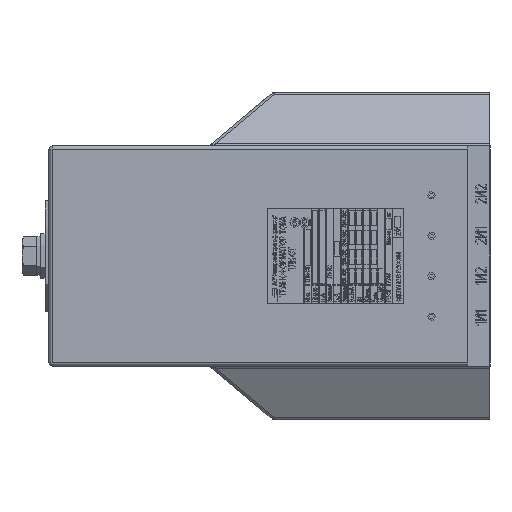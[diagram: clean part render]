
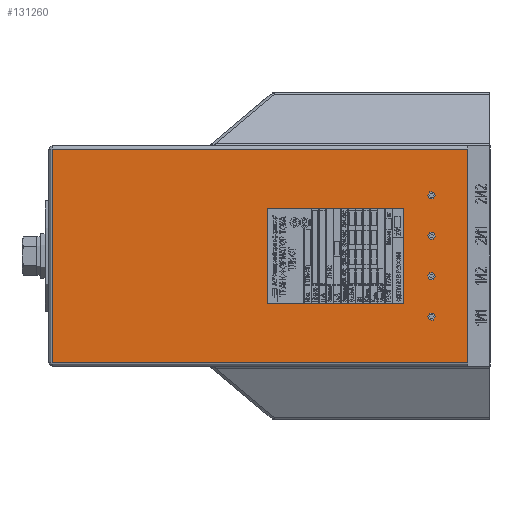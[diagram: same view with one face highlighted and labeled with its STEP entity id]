
A CAD part, left-side view. The second image highlights one B-rep face of the part: STEP entity #131260.
In plain terms, the highlighted planar face has unit normal (-1, 0, 0).
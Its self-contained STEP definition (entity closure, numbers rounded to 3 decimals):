
#2323 = VECTOR ( 'NONE', #57980, 1000. ) ;
#16972 = VERTEX_POINT ( 'NONE', #131820 ) ;
#18100 = ORIENTED_EDGE ( 'NONE', *, *, #186232, .T. ) ;
#20369 = CARTESIAN_POINT ( 'NONE',  ( -135., 238., -58. ) ) ;
#22015 = VECTOR ( 'NONE', #94725, 1000. ) ;
#22043 = CARTESIAN_POINT ( 'NONE',  ( -135., 240., 58. ) ) ;
#30320 = EDGE_CURVE ( 'NONE', #79839, #132868, #78512, .T. ) ;
#34004 = CARTESIAN_POINT ( 'NONE',  ( -135., 12., 58. ) ) ;
#37270 = CARTESIAN_POINT ( 'NONE',  ( -135., 240., -60. ) ) ;
#39777 = DIRECTION ( 'NONE',  ( 0., 0., -1. ) ) ;
#45545 = LINE ( 'NONE', #101913, #2323 ) ;
#55678 = AXIS2_PLACEMENT_3D ( 'NONE', #37270, #126898, #39777 ) ;
#57980 = DIRECTION ( 'NONE',  ( 0., -1., 0. ) ) ;
#65707 = CARTESIAN_POINT ( 'NONE',  ( -135., 12., -58. ) ) ;
#78512 = LINE ( 'NONE', #34004, #155828 ) ;
#79839 = VERTEX_POINT ( 'NONE', #142965 ) ;
#84376 = EDGE_CURVE ( 'NONE', #173061, #132868, #45545, .T. ) ;
#91514 = EDGE_CURVE ( 'NONE', #16972, #173061, #176726, .T. ) ;
#94725 = DIRECTION ( 'NONE',  ( 0., 0., -1. ) ) ;
#99267 = VECTOR ( 'NONE', #182888, 1000. ) ;
#101913 = CARTESIAN_POINT ( 'NONE',  ( -135., 240., -58. ) ) ;
#111122 = ORIENTED_EDGE ( 'NONE', *, *, #91514, .T. ) ;
#112313 = PLANE ( 'NONE',  #55678 ) ;
#123421 = CARTESIAN_POINT ( 'NONE',  ( -135., 238., -60. ) ) ;
#126898 = DIRECTION ( 'NONE',  ( 1., 0., 0. ) ) ;
#131260 = ADVANCED_FACE ( 'NONE', ( #187144 ), #112313, .F. ) ;
#131820 = CARTESIAN_POINT ( 'NONE',  ( -135., 238., 58. ) ) ;
#132868 = VERTEX_POINT ( 'NONE', #65707 ) ;
#135827 = DIRECTION ( 'NONE',  ( 0., 0., -1. ) ) ;
#142965 = CARTESIAN_POINT ( 'NONE',  ( -135., 12., 58. ) ) ;
#144533 = ORIENTED_EDGE ( 'NONE', *, *, #84376, .T. ) ;
#155828 = VECTOR ( 'NONE', #135827, 1000. ) ;
#165884 = ORIENTED_EDGE ( 'NONE', *, *, #30320, .F. ) ;
#171948 = LINE ( 'NONE', #22043, #99267 ) ;
#173061 = VERTEX_POINT ( 'NONE', #20369 ) ;
#176726 = LINE ( 'NONE', #123421, #22015 ) ;
#182888 = DIRECTION ( 'NONE',  ( 0., 1., 0. ) ) ;
#186232 = EDGE_CURVE ( 'NONE', #79839, #16972, #171948, .T. ) ;
#187144 = FACE_OUTER_BOUND ( 'NONE', #187201, .T. ) ;
#187201 = EDGE_LOOP ( 'NONE', ( #111122, #144533, #165884, #18100 ) ) ;
